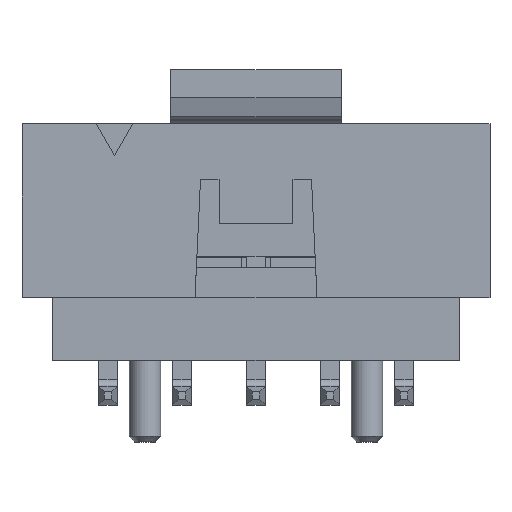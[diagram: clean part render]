
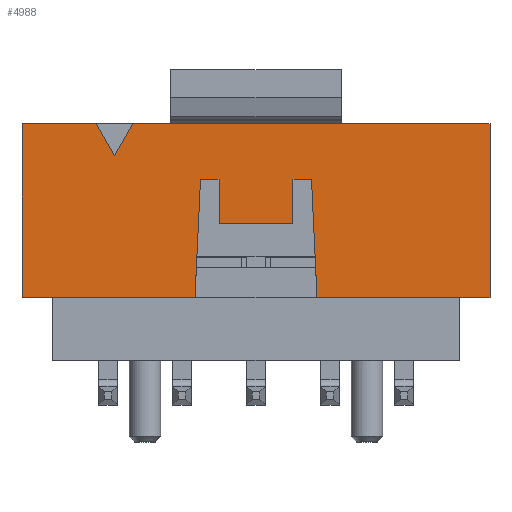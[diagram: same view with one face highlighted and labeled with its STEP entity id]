
A CAD part, top view. The second image highlights one B-rep face of the part: STEP entity #4988.
In plain terms, the highlighted planar face has unit normal (0, 0, 1).
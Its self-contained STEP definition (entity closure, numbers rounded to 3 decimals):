
#156=FACE_OUTER_BOUND('',#461,.T.);
#461=EDGE_LOOP('',(#3548,#3549,#3550,#3551,#3552,#3553,#3554,#3555,#3556,
#3557,#3558,#3559,#3560,#3561,#3562));
#722=LINE('',#6945,#1395);
#739=LINE('',#6980,#1412);
#746=LINE('',#6992,#1419);
#752=LINE('',#7004,#1425);
#935=LINE('',#7386,#1608);
#936=LINE('',#7388,#1609);
#940=LINE('',#7395,#1613);
#943=LINE('',#7401,#1616);
#944=LINE('',#7403,#1617);
#945=LINE('',#7405,#1618);
#946=LINE('',#7407,#1619);
#947=LINE('',#7409,#1620);
#948=LINE('',#7411,#1621);
#949=LINE('',#7412,#1622);
#950=LINE('',#7413,#1623);
#1395=VECTOR('',#5597,4.7);
#1412=VECTOR('',#5620,9.65);
#1419=VECTOR('',#5627,2.);
#1425=VECTOR('',#5635,4.7);
#1608=VECTOR('',#5886,4.675);
#1609=VECTOR('',#5887,4.675);
#1613=VECTOR('',#5895,3.204);
#1616=VECTOR('',#5900,1.);
#1617=VECTOR('',#5901,0.5);
#1618=VECTOR('',#5902,1.2);
#1619=VECTOR('',#5903,2.);
#1620=VECTOR('',#5904,1.2);
#1621=VECTOR('',#5905,0.5);
#1622=VECTOR('',#5906,3.204);
#1623=VECTOR('',#5907,1.);
#2067=VERTEX_POINT('',#6942);
#2068=VERTEX_POINT('',#6944);
#2079=VERTEX_POINT('',#6972);
#2082=VERTEX_POINT('',#6977);
#2083=VERTEX_POINT('',#6979);
#2093=VERTEX_POINT('',#7003);
#2258=VERTEX_POINT('',#7384);
#2259=VERTEX_POINT('',#7387);
#2260=VERTEX_POINT('',#7394);
#2262=VERTEX_POINT('',#7400);
#2263=VERTEX_POINT('',#7402);
#2264=VERTEX_POINT('',#7404);
#2265=VERTEX_POINT('',#7406);
#2266=VERTEX_POINT('',#7408);
#2267=VERTEX_POINT('',#7410);
#2530=EDGE_CURVE('',#2068,#2067,#722,.T.);
#2547=EDGE_CURVE('',#2083,#2082,#739,.T.);
#2554=EDGE_CURVE('',#2079,#2068,#746,.T.);
#2560=EDGE_CURVE('',#2093,#2083,#752,.T.);
#2751=EDGE_CURVE('',#2067,#2258,#935,.T.);
#2752=EDGE_CURVE('',#2259,#2093,#936,.T.);
#2756=EDGE_CURVE('',#2260,#2258,#940,.T.);
#2759=EDGE_CURVE('',#2079,#2262,#943,.T.);
#2760=EDGE_CURVE('',#2263,#2260,#944,.T.);
#2761=EDGE_CURVE('',#2264,#2263,#945,.T.);
#2762=EDGE_CURVE('',#2265,#2264,#946,.T.);
#2763=EDGE_CURVE('',#2266,#2265,#947,.T.);
#2764=EDGE_CURVE('',#2267,#2266,#948,.T.);
#2765=EDGE_CURVE('',#2259,#2267,#949,.T.);
#2766=EDGE_CURVE('',#2262,#2082,#950,.T.);
#3548=ORIENTED_EDGE('',*,*,#2759,.F.);
#3549=ORIENTED_EDGE('',*,*,#2554,.T.);
#3550=ORIENTED_EDGE('',*,*,#2530,.T.);
#3551=ORIENTED_EDGE('',*,*,#2751,.T.);
#3552=ORIENTED_EDGE('',*,*,#2756,.F.);
#3553=ORIENTED_EDGE('',*,*,#2760,.F.);
#3554=ORIENTED_EDGE('',*,*,#2761,.F.);
#3555=ORIENTED_EDGE('',*,*,#2762,.F.);
#3556=ORIENTED_EDGE('',*,*,#2763,.F.);
#3557=ORIENTED_EDGE('',*,*,#2764,.F.);
#3558=ORIENTED_EDGE('',*,*,#2765,.F.);
#3559=ORIENTED_EDGE('',*,*,#2752,.T.);
#3560=ORIENTED_EDGE('',*,*,#2560,.T.);
#3561=ORIENTED_EDGE('',*,*,#2547,.T.);
#3562=ORIENTED_EDGE('',*,*,#2766,.F.);
#4730=PLANE('',#5292);
#4988=ADVANCED_FACE('',(#156),#4730,.T.);
#5292=AXIS2_PLACEMENT_3D('',#7399,#5898,#5899);
#5597=DIRECTION('',(0.,-1.,0.));
#5620=DIRECTION('',(-1.,0.,0.));
#5627=DIRECTION('',(-1.,0.,0.));
#5635=DIRECTION('',(0.,1.,0.));
#5886=DIRECTION('',(1.,0.,0.));
#5887=DIRECTION('',(1.,0.,0.));
#5895=DIRECTION('',(-0.047,-0.999,0.));
#5898=DIRECTION('center_axis',(0.,0.,1.));
#5899=DIRECTION('ref_axis',(1.,0.,0.));
#5900=DIRECTION('',(0.5,-0.866,0.));
#5901=DIRECTION('',(-1.,0.,0.));
#5902=DIRECTION('',(0.,1.,0.));
#5903=DIRECTION('',(-1.,0.,0.));
#5904=DIRECTION('',(0.,-1.,0.));
#5905=DIRECTION('',(-1.,0.,0.));
#5906=DIRECTION('',(-0.047,0.999,0.));
#5907=DIRECTION('',(0.5,0.866,0.));
#6942=CARTESIAN_POINT('',(-6.325,-1.5,3.15));
#6944=CARTESIAN_POINT('',(-6.325,3.2,3.15));
#6945=CARTESIAN_POINT('',(-6.325,3.2,3.15));
#6972=CARTESIAN_POINT('',(-4.325,3.2,3.15));
#6977=CARTESIAN_POINT('',(-3.325,3.2,3.15));
#6979=CARTESIAN_POINT('',(6.325,3.2,3.15));
#6980=CARTESIAN_POINT('',(6.325,3.2,3.15));
#6992=CARTESIAN_POINT('',(-4.325,3.2,3.15));
#7003=CARTESIAN_POINT('',(6.325,-1.5,3.15));
#7004=CARTESIAN_POINT('',(6.325,-1.5,3.15));
#7384=CARTESIAN_POINT('',(-1.65,-1.5,3.15));
#7386=CARTESIAN_POINT('',(-6.325,-1.5,3.15));
#7387=CARTESIAN_POINT('',(1.65,-1.5,3.15));
#7388=CARTESIAN_POINT('',(1.65,-1.5,3.15));
#7394=CARTESIAN_POINT('',(-1.5,1.7,3.15));
#7395=CARTESIAN_POINT('',(-1.5,1.7,3.15));
#7399=CARTESIAN_POINT('Origin',(0.,0.,3.15));
#7400=CARTESIAN_POINT('',(-3.825,2.334,3.15));
#7401=CARTESIAN_POINT('',(-4.325,3.2,3.15));
#7402=CARTESIAN_POINT('',(-1.,1.7,3.15));
#7403=CARTESIAN_POINT('',(-1.,1.7,3.15));
#7404=CARTESIAN_POINT('',(-1.,0.5,3.15));
#7405=CARTESIAN_POINT('',(-1.,0.5,3.15));
#7406=CARTESIAN_POINT('',(1.,0.5,3.15));
#7407=CARTESIAN_POINT('',(1.,0.5,3.15));
#7408=CARTESIAN_POINT('',(1.,1.7,3.15));
#7409=CARTESIAN_POINT('',(1.,1.7,3.15));
#7410=CARTESIAN_POINT('',(1.5,1.7,3.15));
#7411=CARTESIAN_POINT('',(1.5,1.7,3.15));
#7412=CARTESIAN_POINT('',(1.65,-1.5,3.15));
#7413=CARTESIAN_POINT('',(-3.825,2.334,3.15));
